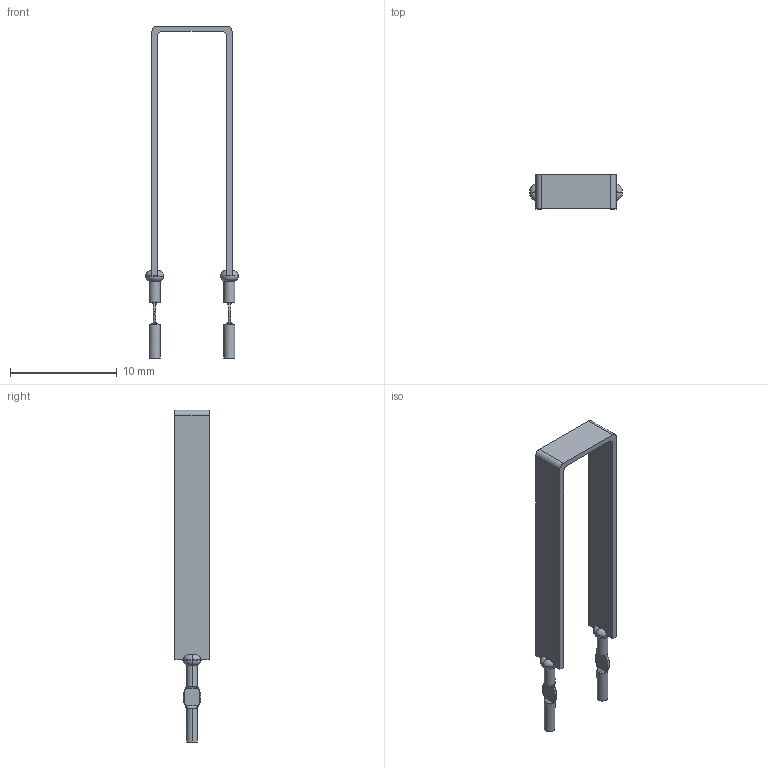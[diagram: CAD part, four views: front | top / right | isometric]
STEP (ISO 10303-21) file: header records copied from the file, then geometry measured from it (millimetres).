
FILE_DESCRIPTION (( 'STEP AP203' ), '1' );
FILE_NAME ('OAR5TP-R05.STEP', '2015-08-10T10:50:37', ( '' ), ( '' ), 'SwSTEP 2.0', 'SolidWorks 2015', '' );
FILE_SCHEMA (( 'CONFIG_CONTROL_DESIGN' ));
Length unit declared in the file: millimetre
Products named in the file (1): OAR5TP-R05
Bounding box: 8.7 x 3.2 x 31.08 mm (x, y, z)
Volume: 98.1 mm3; surface area: 452.2 mm2
Topology: 1 solids, 1 shells, 168 faces, 449 edges, 268 vertices
Faces by surface type: bspline 63, cylinder 46, plane 31, torus 28
Entity records: 6665 total; most frequent: CARTESIAN_POINT 3098, ORIENTED_EDGE 866, DIRECTION 556, EDGE_CURVE 433, VERTEX_POINT 268, AXIS2_PLACEMENT_3D 237, B_SPLINE_CURVE_WITH_KNOTS 220, EDGE_LOOP 169
